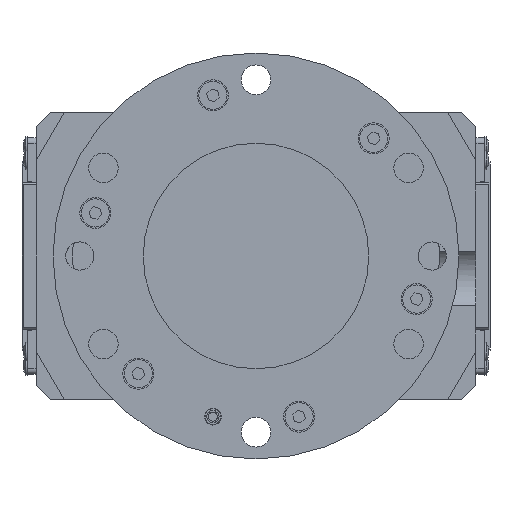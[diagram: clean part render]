
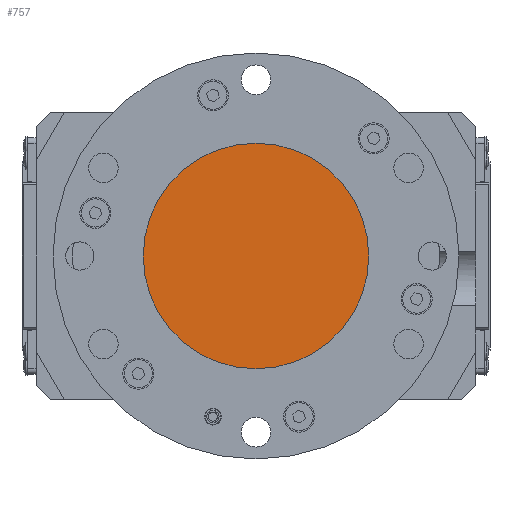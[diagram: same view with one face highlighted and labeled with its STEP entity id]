
A CAD part, front view. The second image highlights one B-rep face of the part: STEP entity #757.
In plain terms, the highlighted planar face has unit normal (0, -1, 0).
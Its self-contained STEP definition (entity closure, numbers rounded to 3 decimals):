
#757 = ADVANCED_FACE( '', ( #2132 ), #2133, .F. );
#2132 = FACE_OUTER_BOUND( '', #4405, .T. );
#2133 = PLANE( '', #4406 );
#4405 = EDGE_LOOP( '', ( #7091 ) );
#4406 = AXIS2_PLACEMENT_3D( '', #7092, #7093, #7094 );
#7091 = ORIENTED_EDGE( '', *, *, #12576, .T. );
#7092 = CARTESIAN_POINT( '', ( 40., 4., 0. ) );
#7093 = DIRECTION( '', ( 0., 1., 0. ) );
#7094 = DIRECTION( '', ( 0., 0., 1. ) );
#12576 = EDGE_CURVE( '', #14695, #14695, #14696, .T. );
#14695 = VERTEX_POINT( '', #17828 );
#14696 = CIRCLE( '', #17829, 40. );
#17828 = CARTESIAN_POINT( '', ( 0., 4., -40. ) );
#17829 = AXIS2_PLACEMENT_3D( '', #22160, #22161, #22162 );
#22160 = CARTESIAN_POINT( '', ( 0., 4., 0. ) );
#22161 = DIRECTION( '', ( 0., -1., 0. ) );
#22162 = DIRECTION( '', ( 0., 0., -1. ) );
